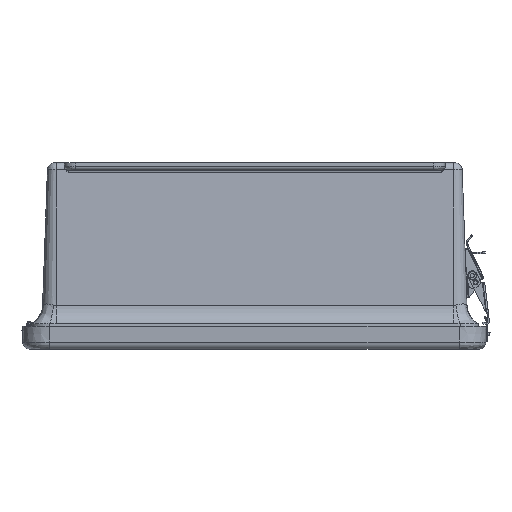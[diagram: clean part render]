
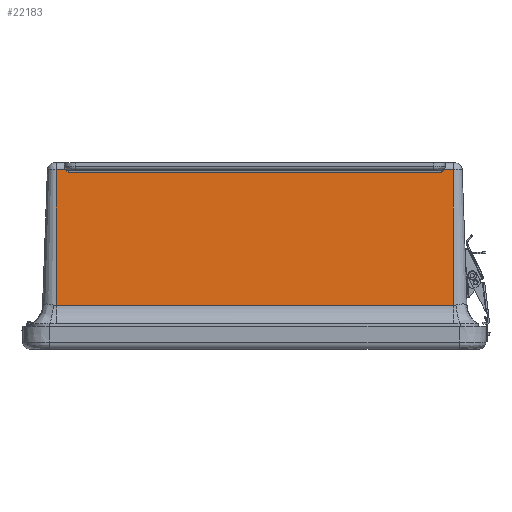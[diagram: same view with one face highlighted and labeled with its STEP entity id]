
A CAD part, left-side view. The second image highlights one B-rep face of the part: STEP entity #22183.
In plain terms, the highlighted planar face has unit normal (-0.999, 0, 0.036).
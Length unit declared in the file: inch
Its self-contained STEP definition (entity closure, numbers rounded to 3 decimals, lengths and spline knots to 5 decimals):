
#534 = B_SPLINE_CURVE_WITH_KNOTS ( 'NONE', 3,
 ( #13882, #22684, #43524, #35395, #14246, #52496, #52693, #43716, #48060, #18001, #9777, #44075, #1537, #22493, #43339, #45787, #54031, #18729, #48787, #41320, #32787 ),
 .UNSPECIFIED., .F., .F.,
 ( 4, 1, 1, 1, 1, 1, 2, 2, 1, 1, 1, 1, 2, 2, 4 ),
 ( 0., 0.125, 0.1875, 0.21875, 0.23438, 0.24219, 0.24609, 0.25, 0.375, 0.4375, 0.46875, 0.48437, 0.49219, 0.5, 1. ),
 .UNSPECIFIED. ) ;
#940 = CARTESIAN_POINT ( 'NONE',  ( -22.42742, -6.74871, 4.0122 ) ) ;
#1108 = CARTESIAN_POINT ( 'NONE',  ( -22.6327, -7.09824, -1.70485 ) ) ;
#1318 = CARTESIAN_POINT ( 'NONE',  ( -22.42848, -6.7099, 3.98258 ) ) ;
#1537 = CARTESIAN_POINT ( 'NONE',  ( -22.4277, 5.77708, 4.00439 ) ) ;
#2091 = CARTESIAN_POINT ( 'NONE',  ( -22.42874, -6.69979, 3.9754 ) ) ;
#2441 = ORIENTED_EDGE ( 'NONE', *, *, #12608, .T. ) ;
#3071 = EDGE_LOOP ( 'NONE', ( #29346, #11978, #48080, #20488, #44453, #41168, #32361, #2441 ) ) ;
#3541 = CARTESIAN_POINT ( 'NONE',  ( -22.42874, 5.73771, 3.9754 ) ) ;
#4695 = LINE ( 'NONE', #52859, #27457 ) ;
#4720 = VERTEX_POINT ( 'NONE', #38360 ) ;
#5314 = CARTESIAN_POINT ( 'NONE',  ( -22.6327, -7.09824, -1.70485 ) ) ;
#6104 = EDGE_CURVE ( 'NONE', #12958, #29906, #11276, .T. ) ;
#7103 = FACE_OUTER_BOUND ( 'NONE', #3071, .T. ) ;
#7567 = LINE ( 'NONE', #5314, #44235 ) ;
#8686 = DIRECTION ( 'NONE',  ( 0., 1., 0. ) ) ;
#9050 = CARTESIAN_POINT ( 'NONE',  ( -22.42731, -6.75216, 4.01513 ) ) ;
#9416 = CARTESIAN_POINT ( 'NONE',  ( -22.42608, 5.82383, 4.04963 ) ) ;
#9675 = B_SPLINE_CURVE_WITH_KNOTS ( 'NONE', 3,
 ( #22472, #43137, #26596, #39048, #9050, #940, #38874, #39222, #17792, #47468, #51745, #21904, #51923, #30543, #10704, #36096, #44059, #27712, #48954, #52672, #1318, #2091 ),
 .UNSPECIFIED., .F., .F.,
 ( 4, 1, 1, 1, 1, 1, 2, 2, 1, 1, 1, 1, 1, 2, 2, 4 ),
 ( 0., 0.25, 0.375, 0.4375, 0.46875, 0.48438, 0.49219, 0.5, 0.625, 0.6875, 0.71875, 0.73438, 0.74219, 0.74609, 0.75, 1. ),
 .UNSPECIFIED. ) ;
#9777 = CARTESIAN_POINT ( 'NONE',  ( -22.42805, 5.76454, 3.99474 ) ) ;
#10704 = CARTESIAN_POINT ( 'NONE',  ( -22.42811, -6.72419, 3.99296 ) ) ;
#11276 = LINE ( 'NONE', #35518, #22004 ) ;
#11978 = ORIENTED_EDGE ( 'NONE', *, *, #41765, .T. ) ;
#12588 = VERTEX_POINT ( 'NONE', #13489 ) ;
#12608 = EDGE_CURVE ( 'NONE', #42443, #12588, #9675, .T. ) ;
#12636 = EDGE_CURVE ( 'NONE', #42443, #24961, #4695, .T. ) ;
#12958 = VERTEX_POINT ( 'NONE', #43916 ) ;
#13489 = CARTESIAN_POINT ( 'NONE',  ( -22.42874, -6.69979, 3.9754 ) ) ;
#13882 = CARTESIAN_POINT ( 'NONE',  ( -22.42874, 5.73771, 3.9754 ) ) ;
#14246 = CARTESIAN_POINT ( 'NONE',  ( -22.42822, 5.75795, 3.9899 ) ) ;
#14586 = DIRECTION ( 'NONE',  ( -0.036, 0., -0.999 ) ) ;
#14779 = CARTESIAN_POINT ( 'NONE',  ( -22.6327, 6.13616, -1.70485 ) ) ;
#15271 = CARTESIAN_POINT ( 'NONE',  ( -22.58838, -7.09824, -0.47053 ) ) ;
#17465 = VERTEX_POINT ( 'NONE', #38643 ) ;
#17792 = CARTESIAN_POINT ( 'NONE',  ( -22.42751, -6.74569, 4.00968 ) ) ;
#18001 = CARTESIAN_POINT ( 'NONE',  ( -22.42816, 5.76011, 3.99148 ) ) ;
#18137 = DIRECTION ( 'NONE',  ( -0.999, 0., 0.036 ) ) ;
#18508 = DIRECTION ( 'NONE',  ( 0., -1., 0. ) ) ;
#18729 = CARTESIAN_POINT ( 'NONE',  ( -22.42753, 5.78285, 4.00905 ) ) ;
#20488 = ORIENTED_EDGE ( 'NONE', *, *, #39795, .T. ) ;
#21904 = CARTESIAN_POINT ( 'NONE',  ( -22.42777, -6.73653, 4.00229 ) ) ;
#22004 = VECTOR ( 'NONE', #31070, 39.37008 ) ;
#22183 = ADVANCED_FACE ( 'NONE', ( #7103 ), #34437, .T. ) ;
#22472 = CARTESIAN_POINT ( 'NONE',  ( -22.42608, -6.7859, 4.04963 ) ) ;
#22493 = CARTESIAN_POINT ( 'NONE',  ( -22.42761, 5.78015, 4.00685 ) ) ;
#22684 = CARTESIAN_POINT ( 'NONE',  ( -22.42861, 5.74276, 3.97898 ) ) ;
#24961 = VERTEX_POINT ( 'NONE', #32959 ) ;
#26127 = EDGE_CURVE ( 'NONE', #4720, #17465, #45123, .T. ) ;
#26596 = CARTESIAN_POINT ( 'NONE',  ( -22.42668, -6.77132, 4.03276 ) ) ;
#27457 = VECTOR ( 'NONE', #18508, 39.37008 ) ;
#27712 = CARTESIAN_POINT ( 'NONE',  ( -22.42815, -6.72258, 3.99178 ) ) ;
#28187 = DIRECTION ( 'NONE',  ( 0., -1., 0. ) ) ;
#29346 = ORIENTED_EDGE ( 'NONE', *, *, #51835, .T. ) ;
#29843 = VECTOR ( 'NONE', #14586, 39.37008 ) ;
#29906 = VERTEX_POINT ( 'NONE', #9416 ) ;
#30319 = VERTEX_POINT ( 'NONE', #3541 ) ;
#30543 = CARTESIAN_POINT ( 'NONE',  ( -22.42806, -6.72603, 3.99433 ) ) ;
#30790 = DIRECTION ( 'NONE',  ( -0.036, 0., -0.999 ) ) ;
#31070 = DIRECTION ( 'NONE',  ( 0., -1., 0. ) ) ;
#32361 = ORIENTED_EDGE ( 'NONE', *, *, #12636, .F. ) ;
#32787 = CARTESIAN_POINT ( 'NONE',  ( -22.42608, 5.82383, 4.04963 ) ) ;
#32959 = CARTESIAN_POINT ( 'NONE',  ( -22.42608, -7.09824, 4.04963 ) ) ;
#33806 = VECTOR ( 'NONE', #28187, 39.37008 ) ;
#34437 = PLANE ( 'NONE',  #44734 ) ;
#35395 = CARTESIAN_POINT ( 'NONE',  ( -22.42829, 5.75537, 3.98802 ) ) ;
#35518 = CARTESIAN_POINT ( 'NONE',  ( -22.42608, -3.78964, 4.04963 ) ) ;
#35538 = DIRECTION ( 'NONE',  ( 0.036, 0., 0.999 ) ) ;
#36096 = CARTESIAN_POINT ( 'NONE',  ( -22.42813, -6.72325, 3.99227 ) ) ;
#38360 = CARTESIAN_POINT ( 'NONE',  ( -22.58838, 6.13616, -0.47053 ) ) ;
#38643 = CARTESIAN_POINT ( 'NONE',  ( -22.58838, -7.09824, -0.47053 ) ) ;
#38874 = CARTESIAN_POINT ( 'NONE',  ( -22.42747, -6.74695, 4.01073 ) ) ;
#39048 = CARTESIAN_POINT ( 'NONE',  ( -22.4271, -6.75885, 4.021 ) ) ;
#39222 = CARTESIAN_POINT ( 'NONE',  ( -22.42749, -6.74619, 4.0101 ) ) ;
#39795 = EDGE_CURVE ( 'NONE', #12958, #4720, #41122, .T. ) ;
#40339 = CARTESIAN_POINT ( 'NONE',  ( -22.42608, -6.7859, 4.04963 ) ) ;
#40953 = VECTOR ( 'NONE', #8686, 39.37008 ) ;
#41122 = LINE ( 'NONE', #14779, #29843 ) ;
#41168 = ORIENTED_EDGE ( 'NONE', *, *, #44673, .F. ) ;
#41320 = CARTESIAN_POINT ( 'NONE',  ( -22.42656, 5.81298, 4.03611 ) ) ;
#41765 = EDGE_CURVE ( 'NONE', #30319, #29906, #534, .T. ) ;
#42443 = VERTEX_POINT ( 'NONE', #40339 ) ;
#43137 = CARTESIAN_POINT ( 'NONE',  ( -22.42632, -6.78048, 4.04288 ) ) ;
#43339 = CARTESIAN_POINT ( 'NONE',  ( -22.42757, 5.78164, 4.00806 ) ) ;
#43524 = CARTESIAN_POINT ( 'NONE',  ( -22.42844, 5.74937, 3.98369 ) ) ;
#43716 = CARTESIAN_POINT ( 'NONE',  ( -22.42817, 5.75993, 3.99135 ) ) ;
#43916 = CARTESIAN_POINT ( 'NONE',  ( -22.42608, 6.13616, 4.04963 ) ) ;
#44059 = CARTESIAN_POINT ( 'NONE',  ( -22.42815, -6.72285, 3.99197 ) ) ;
#44075 = CARTESIAN_POINT ( 'NONE',  ( -22.42788, 5.77063, 3.99933 ) ) ;
#44235 = VECTOR ( 'NONE', #30790, 39.37008 ) ;
#44453 = ORIENTED_EDGE ( 'NONE', *, *, #26127, .T. ) ;
#44673 = EDGE_CURVE ( 'NONE', #24961, #17465, #7567, .T. ) ;
#44734 = AXIS2_PLACEMENT_3D ( 'NONE', #1108, #18137, #35538 ) ;
#45123 = LINE ( 'NONE', #15271, #33806 ) ;
#45787 = CARTESIAN_POINT ( 'NONE',  ( -22.42755, 5.78227, 4.00858 ) ) ;
#47468 = CARTESIAN_POINT ( 'NONE',  ( -22.42752, -6.74539, 4.00943 ) ) ;
#48060 = CARTESIAN_POINT ( 'NONE',  ( -22.42816, 5.76009, 3.99146 ) ) ;
#48080 = ORIENTED_EDGE ( 'NONE', *, *, #6104, .F. ) ;
#48787 = CARTESIAN_POINT ( 'NONE',  ( -22.42704, 5.7994, 4.02266 ) ) ;
#48954 = CARTESIAN_POINT ( 'NONE',  ( -22.42816, -6.72239, 3.99163 ) ) ;
#50944 = LINE ( 'NONE', #54791, #40953 ) ;
#51745 = CARTESIAN_POINT ( 'NONE',  ( -22.42762, -6.74187, 4.00654 ) ) ;
#51835 = EDGE_CURVE ( 'NONE', #12588, #30319, #50944, .T. ) ;
#51923 = CARTESIAN_POINT ( 'NONE',  ( -22.42796, -6.72964, 3.99703 ) ) ;
#52496 = CARTESIAN_POINT ( 'NONE',  ( -22.42819, 5.75913, 3.99076 ) ) ;
#52672 = CARTESIAN_POINT ( 'NONE',  ( -22.42829, -6.71741, 3.98797 ) ) ;
#52693 = CARTESIAN_POINT ( 'NONE',  ( -22.42817, 5.75969, 3.99118 ) ) ;
#52859 = CARTESIAN_POINT ( 'NONE',  ( -22.42608, -3.78964, 4.04963 ) ) ;
#54031 = CARTESIAN_POINT ( 'NONE',  ( -22.42754, 5.78269, 4.00892 ) ) ;
#54791 = CARTESIAN_POINT ( 'NONE',  ( -22.42874, -7.09824, 3.9754 ) ) ;
